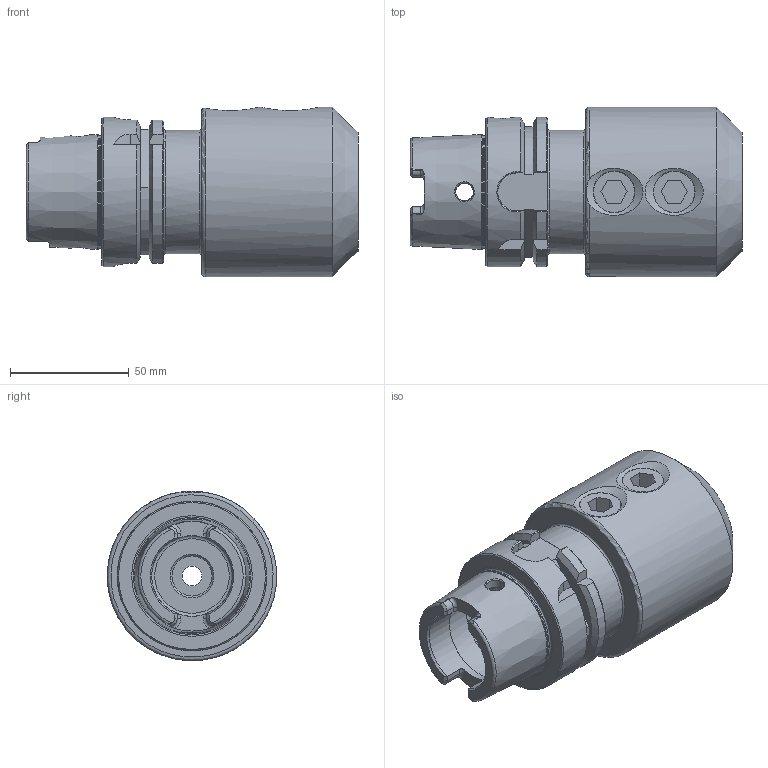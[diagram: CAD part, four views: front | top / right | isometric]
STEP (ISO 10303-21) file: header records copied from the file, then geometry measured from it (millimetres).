
FILE_DESCRIPTION((''),'2;1');
FILE_NAME('H63-12EM4.stp','2014-08-21T09:05:19',('kaykin'),(''),'Autodesk Inventor 2012','Autodesk Inventor 2012','');
FILE_SCHEMA(('AUTOMOTIVE_DESIGN { 1 0 10303 214 1 1 1 1 }'));
Length unit declared in the file: inch
Products named in the file (3): H63-12EM4; H63-12EM4-1; 029-922
Assembly tree (3 placements, depth 2):
  H63-12EM4
    H63-12EM4-1
    029-922  x2
Bounding box: 139.95 x 71.45 x 71.45 mm (x, y, z)
Volume: 297188.4 mm3; surface area: 54839 mm2
Topology: 3 solids, 3 shells, 173 faces, 446 edges, 282 vertices
Faces by surface type: plane 77, cylinder 41, cone 29, torus 15, bspline 11
Full cylindrical faces by diameter (mm): 7.5 x2, 8.4 x1, 10 x1, 16.916 x1, 17.323 x2, 19.016 x1, 19.05 x2, 31.75 x1, 32.766 x1, 34 x2, 40 x1, 48.041 x1, 52 x1, 63 x1, 71.45 x1
Entity records: 5738 total; most frequent: CARTESIAN_POINT 1980, ORIENTED_EDGE 730, DIRECTION 678, EDGE_CURVE 365, AXIS2_PLACEMENT_3D 269, VERTEX_POINT 250, EDGE_LOOP 213, FACE_OUTER_BOUND 161
